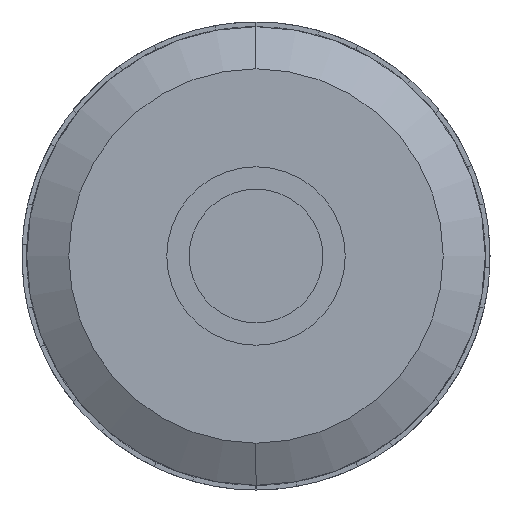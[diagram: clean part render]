
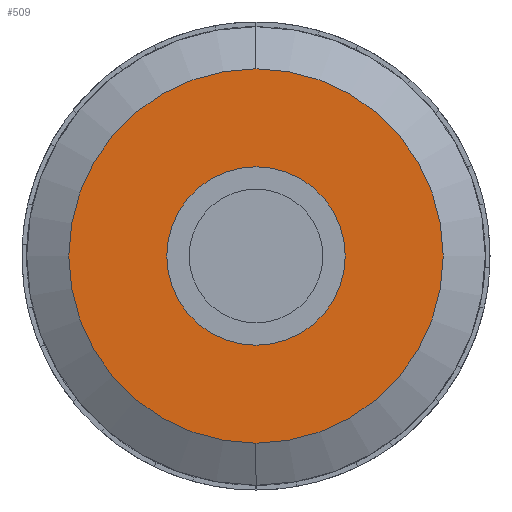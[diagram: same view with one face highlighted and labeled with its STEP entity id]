
A CAD part, left-side view. The second image highlights one B-rep face of the part: STEP entity #509.
In plain terms, the highlighted planar face has unit normal (-1, 0, 0).
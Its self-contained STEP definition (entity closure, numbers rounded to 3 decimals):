
#509=ADVANCED_FACE('',(#1081,#1082),#1083,.T.);
#1081=FACE_BOUND('',#1721,.T.);
#1082=FACE_OUTER_BOUND('',#1722,.T.);
#1083=PLANE('',#1723);
#1721=EDGE_LOOP('',(#3282,#3283));
#1722=EDGE_LOOP('',(#3284,#3285));
#1723=AXIS2_PLACEMENT_3D('',#3286,#3287,#3288);
#3282=ORIENTED_EDGE('',*,*,#4382,.F.);
#3283=ORIENTED_EDGE('',*,*,#3855,.F.);
#3284=ORIENTED_EDGE('',*,*,#3877,.T.);
#3285=ORIENTED_EDGE('',*,*,#4380,.T.);
#3286=CARTESIAN_POINT('',(-41.864,0.0,16.75));
#3287=DIRECTION('',(-1.0,0.0,0.0));
#3288=DIRECTION('',(0.0,-0.0,1.0));
#3855=EDGE_CURVE('',#4626,#4629,#4630,.T.);
#3877=EDGE_CURVE('',#4663,#4667,#4669,.T.);
#4380=EDGE_CURVE('',#4667,#4663,#5412,.T.);
#4382=EDGE_CURVE('',#4629,#4626,#5414,.T.);
#4626=VERTEX_POINT('',#5735);
#4629=VERTEX_POINT('',#5739);
#4630=CIRCLE('',#5740,10.005);
#4663=VERTEX_POINT('',#5780);
#4667=VERTEX_POINT('',#5785);
#4669=CIRCLE('',#5788,21.0);
#5412=CIRCLE('',#6769,21.0);
#5414=CIRCLE('',#6771,10.005);
#5735=CARTESIAN_POINT('',(-41.864,0.,-10.005));
#5739=CARTESIAN_POINT('',(-41.864,0.0,10.005));
#5740=AXIS2_PLACEMENT_3D('',#7154,#7155,#7156);
#5780=CARTESIAN_POINT('',(-41.864,0.0,21.0));
#5785=CARTESIAN_POINT('',(-41.864,0.,-21.0));
#5788=AXIS2_PLACEMENT_3D('',#7190,#7191,#7192);
#6769=AXIS2_PLACEMENT_3D('',#7827,#7828,#7829);
#6771=AXIS2_PLACEMENT_3D('',#7830,#7831,#7832);
#7154=CARTESIAN_POINT('',(-41.864,0.0,0.0));
#7155=DIRECTION('',(-1.0,0.0,0.0));
#7156=DIRECTION('',(0.0,0.0,-1.0));
#7190=CARTESIAN_POINT('',(-41.864,0.0,0.0));
#7191=DIRECTION('',(-1.0,0.0,0.0));
#7192=DIRECTION('',(0.0,-0.0,1.0));
#7827=CARTESIAN_POINT('',(-41.864,0.0,0.0));
#7828=DIRECTION('',(-1.0,0.0,0.0));
#7829=DIRECTION('',(0.0,-0.0,1.0));
#7830=CARTESIAN_POINT('',(-41.864,0.0,0.0));
#7831=DIRECTION('',(-1.0,0.0,0.0));
#7832=DIRECTION('',(0.0,0.0,-1.0));
